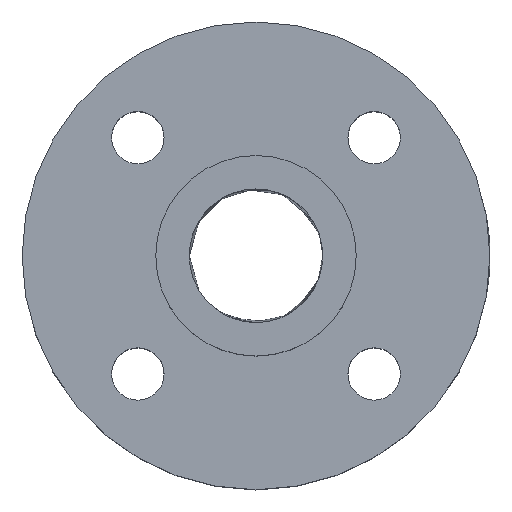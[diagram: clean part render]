
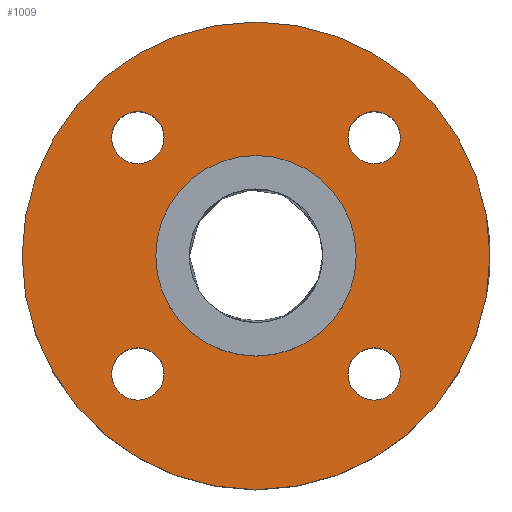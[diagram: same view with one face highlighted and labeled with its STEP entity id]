
A CAD part, top view. The second image highlights one B-rep face of the part: STEP entity #1009.
In plain terms, the highlighted planar face has unit normal (0, 0, 1).
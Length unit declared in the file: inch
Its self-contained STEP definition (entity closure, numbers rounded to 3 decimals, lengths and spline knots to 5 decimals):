
#57=CARTESIAN_POINT('',(-0.4375,0.,0.135));
#58=VERTEX_POINT('',#57);
#112=CARTESIAN_POINT('',(0.4375,0.,0.135));
#113=VERTEX_POINT('',#112);
#120=CARTESIAN_POINT('',(0.0,0.0,0.135));
#121=DIRECTION('',(0.0,0.0,-1.0));
#122=DIRECTION('',(-1.0,0.0,0.0));
#123=AXIS2_PLACEMENT_3D('',#120,#121,#122);
#124=CIRCLE('',#123,0.4375);
#125=EDGE_CURVE('',#113,#58,#124,.T.);
#135=CARTESIAN_POINT('',(-0.1875,0.,0.135));
#136=VERTEX_POINT('',#135);
#145=CARTESIAN_POINT('',(0.1875,0.,0.135));
#146=VERTEX_POINT('',#145);
#147=CARTESIAN_POINT('',(0.0,0.0,0.135));
#148=DIRECTION('',(0.0,0.0,-1.0));
#149=DIRECTION('',(-1.0,0.0,0.0));
#150=AXIS2_PLACEMENT_3D('',#147,#148,#149);
#151=CIRCLE('',#150,0.1875);
#152=EDGE_CURVE('',#146,#136,#151,.T.);
#301=CARTESIAN_POINT('',(-0.17197,0.22097,0.135));
#302=VERTEX_POINT('',#301);
#318=CARTESIAN_POINT('',(-0.26997,0.22097,0.135));
#319=VERTEX_POINT('',#318);
#326=CARTESIAN_POINT('',(-0.22097,0.22097,0.135));
#327=DIRECTION('',(0.0,0.0,-1.0));
#328=DIRECTION('',(1.0,0.0,0.0));
#329=AXIS2_PLACEMENT_3D('',#326,#327,#328);
#330=CIRCLE('',#329,0.049);
#331=EDGE_CURVE('',#302,#319,#330,.T.);
#364=CARTESIAN_POINT('',(0.22097,0.17197,0.135));
#365=VERTEX_POINT('',#364);
#381=CARTESIAN_POINT('',(0.22097,0.26997,0.135));
#382=VERTEX_POINT('',#381);
#389=CARTESIAN_POINT('',(0.22097,0.22097,0.135));
#390=DIRECTION('',(0.0,0.0,-1.0));
#391=DIRECTION('',(0.0,-1.0,0.0));
#392=AXIS2_PLACEMENT_3D('',#389,#390,#391);
#393=CIRCLE('',#392,0.049);
#394=EDGE_CURVE('',#365,#382,#393,.T.);
#427=CARTESIAN_POINT('',(-0.22097,-0.17197,0.135));
#428=VERTEX_POINT('',#427);
#444=CARTESIAN_POINT('',(-0.22097,-0.26997,0.135));
#445=VERTEX_POINT('',#444);
#452=CARTESIAN_POINT('',(-0.22097,-0.22097,0.135));
#453=DIRECTION('',(0.0,0.0,-1.0));
#454=DIRECTION('',(0.0,1.0,0.0));
#455=AXIS2_PLACEMENT_3D('',#452,#453,#454);
#456=CIRCLE('',#455,0.049);
#457=EDGE_CURVE('',#428,#445,#456,.T.);
#490=CARTESIAN_POINT('',(0.17197,-0.22097,0.135));
#491=VERTEX_POINT('',#490);
#507=CARTESIAN_POINT('',(0.26997,-0.22097,0.135));
#508=VERTEX_POINT('',#507);
#515=CARTESIAN_POINT('',(0.22097,-0.22097,0.135));
#516=DIRECTION('',(0.0,0.0,-1.0));
#517=DIRECTION('',(-1.0,0.0,0.0));
#518=AXIS2_PLACEMENT_3D('',#515,#516,#517);
#519=CIRCLE('',#518,0.049);
#520=EDGE_CURVE('',#491,#508,#519,.T.);
#684=CARTESIAN_POINT('',(0.22097,-0.22097,0.135));
#685=DIRECTION('',(0.0,0.0,-1.0));
#686=DIRECTION('',(-1.0,0.0,0.0));
#687=AXIS2_PLACEMENT_3D('',#684,#685,#686);
#688=CIRCLE('',#687,0.049);
#689=EDGE_CURVE('',#508,#491,#688,.T.);
#729=CARTESIAN_POINT('',(-0.22097,-0.22097,0.135));
#730=DIRECTION('',(0.0,0.0,-1.0));
#731=DIRECTION('',(0.0,1.0,0.0));
#732=AXIS2_PLACEMENT_3D('',#729,#730,#731);
#733=CIRCLE('',#732,0.049);
#734=EDGE_CURVE('',#445,#428,#733,.T.);
#774=CARTESIAN_POINT('',(0.22097,0.22097,0.135));
#775=DIRECTION('',(0.0,0.0,-1.0));
#776=DIRECTION('',(0.0,-1.0,0.0));
#777=AXIS2_PLACEMENT_3D('',#774,#775,#776);
#778=CIRCLE('',#777,0.049);
#779=EDGE_CURVE('',#382,#365,#778,.T.);
#819=CARTESIAN_POINT('',(-0.22097,0.22097,0.135));
#820=DIRECTION('',(0.0,0.0,-1.0));
#821=DIRECTION('',(1.0,0.0,0.0));
#822=AXIS2_PLACEMENT_3D('',#819,#820,#821);
#823=CIRCLE('',#822,0.049);
#824=EDGE_CURVE('',#319,#302,#823,.T.);
#899=CARTESIAN_POINT('',(0.0,0.0,0.135));
#900=DIRECTION('',(0.0,0.0,-1.0));
#901=DIRECTION('',(-1.0,0.0,0.0));
#902=AXIS2_PLACEMENT_3D('',#899,#900,#901);
#903=CIRCLE('',#902,0.1875);
#904=EDGE_CURVE('',#136,#146,#903,.T.);
#965=CARTESIAN_POINT('',(0.0,0.0,0.135));
#966=DIRECTION('',(0.0,0.0,-1.0));
#967=DIRECTION('',(-1.0,0.0,0.0));
#968=AXIS2_PLACEMENT_3D('',#965,#966,#967);
#969=CIRCLE('',#968,0.4375);
#970=EDGE_CURVE('',#58,#113,#969,.T.);
#980=CARTESIAN_POINT('',(0.0,0.0,0.135));
#981=DIRECTION('',(0.0,0.0,-1.0));
#982=DIRECTION('',(-1.0,0.0,0.0));
#983=AXIS2_PLACEMENT_3D('',#980,#981,#982);
#984=PLANE('',#983);
#985=ORIENTED_EDGE('',*,*,#125,.F.);
#986=ORIENTED_EDGE('',*,*,#970,.F.);
#987=EDGE_LOOP('',(#985,#986));
#988=FACE_OUTER_BOUND('',#987,.T.);
#989=ORIENTED_EDGE('',*,*,#520,.T.);
#990=ORIENTED_EDGE('',*,*,#689,.T.);
#991=EDGE_LOOP('',(#989,#990));
#992=FACE_BOUND('',#991,.T.);
#993=ORIENTED_EDGE('',*,*,#457,.T.);
#994=ORIENTED_EDGE('',*,*,#734,.T.);
#995=EDGE_LOOP('',(#993,#994));
#996=FACE_BOUND('',#995,.T.);
#997=ORIENTED_EDGE('',*,*,#394,.T.);
#998=ORIENTED_EDGE('',*,*,#779,.T.);
#999=EDGE_LOOP('',(#997,#998));
#1000=FACE_BOUND('',#999,.T.);
#1001=ORIENTED_EDGE('',*,*,#331,.T.);
#1002=ORIENTED_EDGE('',*,*,#824,.T.);
#1003=EDGE_LOOP('',(#1001,#1002));
#1004=FACE_BOUND('',#1003,.T.);
#1005=ORIENTED_EDGE('',*,*,#152,.T.);
#1006=ORIENTED_EDGE('',*,*,#904,.T.);
#1007=EDGE_LOOP('',(#1005,#1006));
#1008=FACE_BOUND('',#1007,.T.);
#1009=ADVANCED_FACE('',(#988,#992,#996,#1000,#1004,#1008),#984,.F.);
